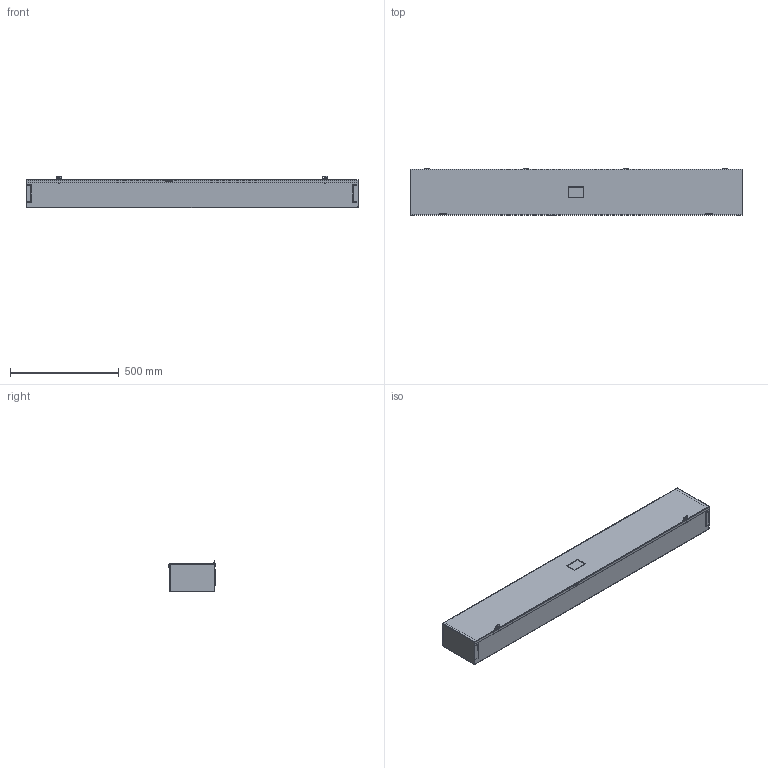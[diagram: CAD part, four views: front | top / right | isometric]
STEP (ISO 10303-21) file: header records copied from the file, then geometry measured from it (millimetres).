
FILE_DESCRIPTION( ( 'Unknown' ), '1' );
FILE_NAME( 'T5200.stp', 'Unknown', ( 'Unknown' ), ( 'Unknown' ), 'PSStep 16.0.42', 'Unknown', ' ' );
FILE_SCHEMA( ( 'AUTOMOTIVE_DESIGN { 1 0 10303 214 1 1 1 1 }' ) );
Length unit declared in the file: millimetre
Products named in the file (7): POP-RIVET-AJUSTABLE; POP-RIVET-0_125x0_328-GRIP-0_126-0_187-ADA43BS; POP-RIVET-0_125x0_328-GRIP-0_126-0_187-ADA43BS-ECRASÉ; Assem1; T5200_BOX; T5200_COVER; PADLOCK C
Assembly tree (8 placements, depth 3):
  Assem1
    T5200_BOX
    T5200_COVER
    PADLOCK C  x2
    POP-RIVET-AJUSTABLE  x2
      POP-RIVET-0_125x0_328-GRIP-0_126-0_187-ADA43BS
      POP-RIVET-0_125x0_328-GRIP-0_126-0_187-ADA43BS-ECRASÉ
Bounding box: 1524 x 215.47 x 144.68 mm (x, y, z)
Volume: 1701262.3 mm3; surface area: 2247714.3 mm2
Topology: 8 solids, 8 shells, 455 faces, 1205 edges, 770 vertices
Faces by surface type: plane 294, cylinder 143, bspline 10, torus 6, cone 2
Full cylindrical faces by diameter (mm): 0.346 x2, 1.626 x2, 3.175 x6, 3.302 x2, 4.293 x3, 5.791 x14, 6.35 x2, 9.525 x2
Entity records: 16885 total; most frequent: CARTESIAN_POINT 2739, ORIENTED_EDGE 2186, DIRECTION 2150, EDGE_CURVE 1093, LINE 790, VECTOR 790, VERTEX_POINT 717, AXIS2_PLACEMENT_3D 680
